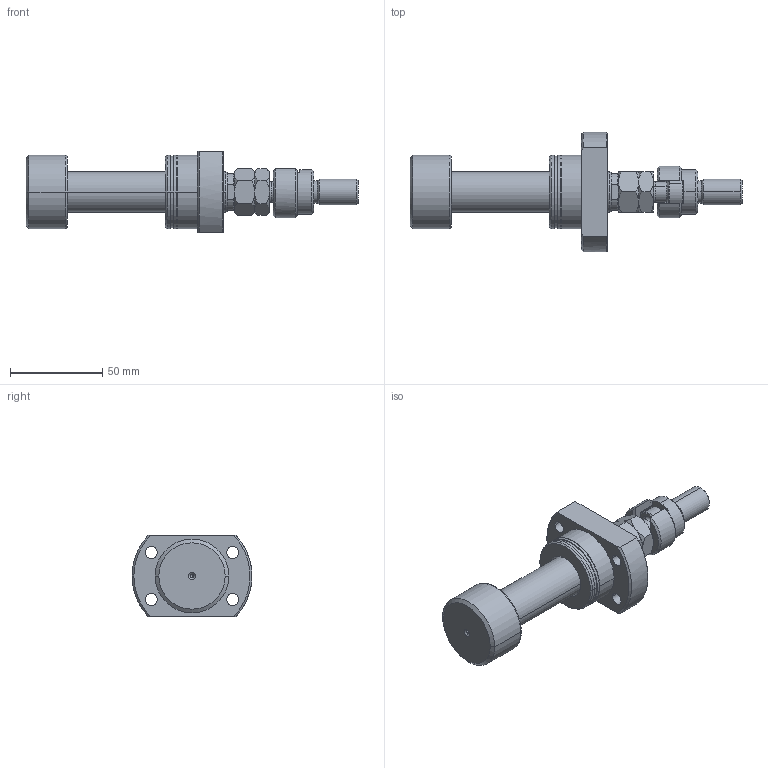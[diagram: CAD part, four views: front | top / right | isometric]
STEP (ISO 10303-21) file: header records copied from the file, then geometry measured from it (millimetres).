
FILE_DESCRIPTION (( 'STEP AP203' ), '1' );
FILE_NAME ('2a7e.STEP', '2024-01-08T12:37:34', ( '' ), ( '' ), 'SwSTEP 2.0', 'SolidWorks 2019', '' );
FILE_SCHEMA (( 'CONFIG_CONTROL_DESIGN' ));
Length unit declared in the file: millimetre
Products named in the file (6): 2a7e; V400CL_VC_X ef51ed7e58f4945a2e0ad3a8637f96aa; DFA ef51ed7e58f4945a2e0ad3a8637f96aa; FEMALE_PART_FOR_DFA ef51ed7e58f4945a2e0ad3a8637f96aa; MFA ef51ed7e58f4945a2e0ad3a8637f96aa; V400CL_PC_Y ef51ed7e58f4945a2e0ad3a8637f96aa
Assembly tree (5 placements, depth 3):
  2a7e
    V400CL_VC_X ef51ed7e58f4945a2e0ad3a8637f96aa
    V400CL_PC_Y ef51ed7e58f4945a2e0ad3a8637f96aa
    DFA ef51ed7e58f4945a2e0ad3a8637f96aa
      FEMALE_PART_FOR_DFA ef51ed7e58f4945a2e0ad3a8637f96aa
      MFA ef51ed7e58f4945a2e0ad3a8637f96aa
Bounding box: 180 x 65 x 44 mm (x, y, z)
Volume: 126443.3 mm3; surface area: 32559.1 mm2
Topology: 4 solids, 4 shells, 188 faces, 414 edges, 247 vertices
Faces by surface type: cone 68, cylinder 60, plane 54, torus 6
Entity records: 6027 total; most frequent: CARTESIAN_POINT 1248, DIRECTION 931, ORIENTED_EDGE 820, EDGE_CURVE 410, AXIS2_PLACEMENT_3D 394, VERTEX_POINT 247, EDGE_LOOP 215, CIRCLE 197
